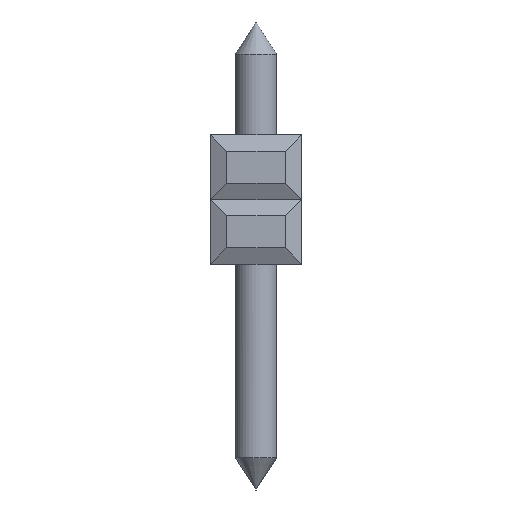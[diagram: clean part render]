
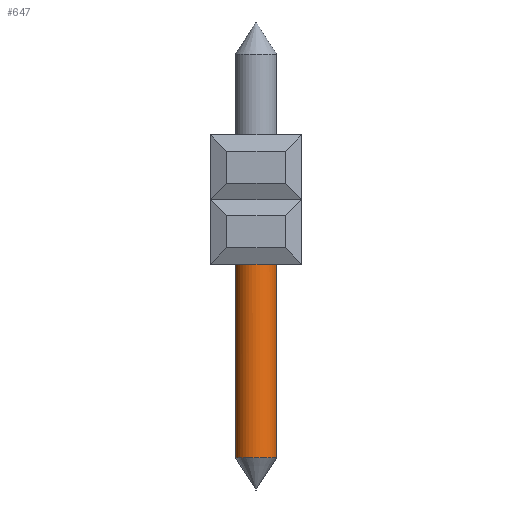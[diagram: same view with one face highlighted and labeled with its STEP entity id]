
A CAD part, left-side view. The second image highlights one B-rep face of the part: STEP entity #647.
In plain terms, the highlighted cylindrical face has radius 0.65 mm (diameter 1.3 mm), a full revolution.
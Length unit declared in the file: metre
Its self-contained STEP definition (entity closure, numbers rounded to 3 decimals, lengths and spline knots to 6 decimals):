
#647=ADVANCED_FACE('',(#1843,#1844),#1845,.T.);
#1843=FACE_OUTER_BOUND('',#3692,.T.);
#1844=FACE_OUTER_BOUND('',#3693,.T.);
#1845=CYLINDRICAL_SURFACE('',#3694,0.00065);
#3692=EDGE_LOOP('',(#5611));
#3693=EDGE_LOOP('',(#5612));
#3694=AXIS2_PLACEMENT_3D('',#5613,#5614,#5615);
#5611=ORIENTED_EDGE('',*,*,#10302,.F.);
#5612=ORIENTED_EDGE('',*,*,#10303,.F.);
#5613=CARTESIAN_POINT('',(-0.00435,-0.03326,0.0005));
#5614=DIRECTION('',(0.0,0.,-1.0));
#5615=DIRECTION('',(-1.0,0.0,0.0));
#10302=EDGE_CURVE('',#12189,#12189,#12190,.T.);
#10303=EDGE_CURVE('',#12191,#12191,#12192,.T.);
#12189=VERTEX_POINT('',#14790);
#12190=CIRCLE('',#14791,0.00065);
#12191=VERTEX_POINT('',#14792);
#12192=CIRCLE('',#14793,0.00065);
#14790=CARTESIAN_POINT('',(-0.00396,-0.03274,-0.01));
#14791=AXIS2_PLACEMENT_3D('',#18516,#18517,#18518);
#14792=CARTESIAN_POINT('',(-0.00435,-0.03391,-0.0038));
#14793=AXIS2_PLACEMENT_3D('',#18519,#18520,#18521);
#18516=CARTESIAN_POINT('',(-0.00435,-0.03326,-0.01));
#18517=DIRECTION('',(0.,0.,-1.0));
#18518=DIRECTION('',(0.6,0.8,0.));
#18519=CARTESIAN_POINT('',(-0.00435,-0.03326,-0.0038));
#18520=DIRECTION('',(0.0,0.,1.0));
#18521=DIRECTION('',(0.0,-1.0,0.));
